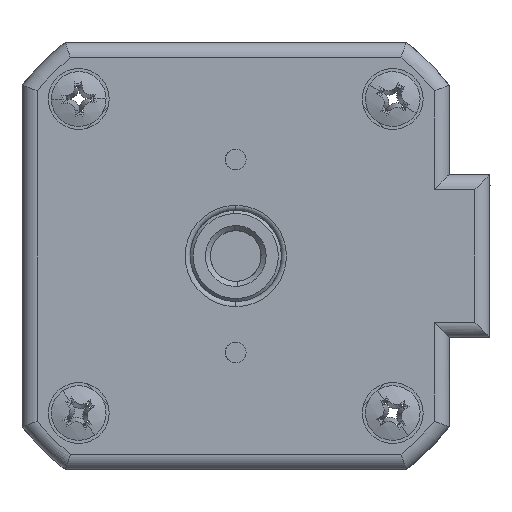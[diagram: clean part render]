
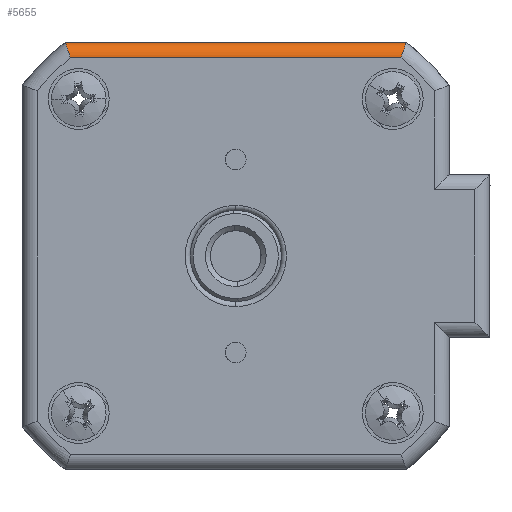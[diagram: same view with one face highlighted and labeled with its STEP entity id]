
A CAD part, front view. The second image highlights one B-rep face of the part: STEP entity #5655.
In plain terms, the highlighted cylindrical face has radius 1.5 mm (diameter 3 mm), a partial arc.
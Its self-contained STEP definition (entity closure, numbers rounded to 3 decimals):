
#117 = EDGE_CURVE ( 'NONE', #6799, #2022, #6183, .T. ) ;
#428 = CARTESIAN_POINT ( 'NONE',  ( -34.159, -36.528, 53.688 ) ) ;
#470 = VECTOR ( 'NONE', #877, 1000. ) ;
#479 = AXIS2_PLACEMENT_3D ( 'NONE', #3472, #10166, #7577 ) ;
#608 = CARTESIAN_POINT ( 'NONE',  ( -0.739, -35.411, 54.44 ) ) ;
#877 = DIRECTION ( 'NONE',  ( 1., 0., 0. ) ) ;
#1233 = CARTESIAN_POINT ( 'NONE',  ( -34.317, -36.149, 54.135 ) ) ;
#1431 = CARTESIAN_POINT ( 'NONE',  ( -0.735, -35.208, 54.45 ) ) ;
#1495 = FACE_OUTER_BOUND ( 'NONE', #5894, .T. ) ;
#1568 = VERTEX_POINT ( 'NONE', #8124 ) ;
#2022 = VERTEX_POINT ( 'NONE', #10149 ) ;
#2078 = CARTESIAN_POINT ( 'NONE',  ( -34.399, -35.706, 54.369 ) ) ;
#2292 = EDGE_CURVE ( 'NONE', #7122, #1568, #7006, .T. ) ;
#2897 = CARTESIAN_POINT ( 'NONE',  ( -34.424, -35.411, 54.44 ) ) ;
#2918 = CYLINDRICAL_SURFACE ( 'NONE', #479, 1.5 ) ;
#3011 = CARTESIAN_POINT ( 'NONE',  ( -17.581, -36.708, 52.95 ) ) ;
#3055 = CARTESIAN_POINT ( 'NONE',  ( -1.131, -36.671, 53.333 ) ) ;
#3472 = CARTESIAN_POINT ( 'NONE',  ( -34.427, -35.208, 52.95 ) ) ;
#3497 = ORIENTED_EDGE ( 'NONE', *, *, #8720, .F. ) ;
#3701 = CARTESIAN_POINT ( 'NONE',  ( -34.427, -35.208, 54.45 ) ) ;
#3854 = CARTESIAN_POINT ( 'NONE',  ( -0.945, -36.421, 53.855 ) ) ;
#3993 = VECTOR ( 'NONE', #8717, 1000. ) ;
#4480 = CARTESIAN_POINT ( 'NONE',  ( -33.963, -36.708, 53.14 ) ) ;
#4666 = CARTESIAN_POINT ( 'NONE',  ( -0.805, -35.982, 54.251 ) ) ;
#4992 = B_SPLINE_CURVE_WITH_KNOTS ( 'NONE', 3,
 ( #10376, #4480, #5301, #428, #6148, #1233, #6982, #2078, #7810, #2897, #8683, #3701 ),
 .UNSPECIFIED., .F., .F.,
 ( 4, 2, 2, 2, 2, 4 ),
 ( 0., 0.001, 0.001, 0.002, 0.002, 0.002 ),
 .UNSPECIFIED. ) ;
#5301 = CARTESIAN_POINT ( 'NONE',  ( -34.032, -36.671, 53.333 ) ) ;
#5505 = CARTESIAN_POINT ( 'NONE',  ( -0.753, -35.608, 54.399 ) ) ;
#5655 = ADVANCED_FACE ( 'NONE', ( #1495 ), #2918, .T. ) ;
#5772 = CARTESIAN_POINT ( 'NONE',  ( -34.427, -35.208, 54.45 ) ) ;
#5894 = EDGE_LOOP ( 'NONE', ( #7123, #8077, #3497, #8550 ) ) ;
#5951 = CARTESIAN_POINT ( 'NONE',  ( -34.427, -35.208, 54.45 ) ) ;
#6148 = CARTESIAN_POINT ( 'NONE',  ( -34.218, -36.421, 53.855 ) ) ;
#6183 = LINE ( 'NONE', #3011, #3993 ) ;
#6258 = EDGE_CURVE ( 'NONE', #6799, #1568, #10492, .T. ) ;
#6301 = CARTESIAN_POINT ( 'NONE',  ( -1.269, -36.708, 52.95 ) ) ;
#6331 = CARTESIAN_POINT ( 'NONE',  ( -0.735, -35.311, 54.45 ) ) ;
#6799 = VERTEX_POINT ( 'NONE', #8909 ) ;
#6982 = CARTESIAN_POINT ( 'NONE',  ( -34.358, -35.982, 54.251 ) ) ;
#7006 = LINE ( 'NONE', #5772, #470 ) ;
#7122 = VERTEX_POINT ( 'NONE', #5951 ) ;
#7123 = ORIENTED_EDGE ( 'NONE', *, *, #6258, .T. ) ;
#7131 = CARTESIAN_POINT ( 'NONE',  ( -1.2, -36.708, 53.14 ) ) ;
#7577 = DIRECTION ( 'NONE',  ( 0., 0., -1. ) ) ;
#7810 = CARTESIAN_POINT ( 'NONE',  ( -34.41, -35.608, 54.399 ) ) ;
#8077 = ORIENTED_EDGE ( 'NONE', *, *, #2292, .F. ) ;
#8124 = CARTESIAN_POINT ( 'NONE',  ( -0.735, -35.208, 54.45 ) ) ;
#8550 = ORIENTED_EDGE ( 'NONE', *, *, #117, .F. ) ;
#8683 = CARTESIAN_POINT ( 'NONE',  ( -34.427, -35.311, 54.45 ) ) ;
#8717 = DIRECTION ( 'NONE',  ( -1., 0., 0. ) ) ;
#8720 = EDGE_CURVE ( 'NONE', #2022, #7122, #4992, .T. ) ;
#8837 = CARTESIAN_POINT ( 'NONE',  ( -1.004, -36.528, 53.688 ) ) ;
#8909 = CARTESIAN_POINT ( 'NONE',  ( -1.269, -36.708, 52.95 ) ) ;
#9693 = CARTESIAN_POINT ( 'NONE',  ( -0.846, -36.149, 54.135 ) ) ;
#10149 = CARTESIAN_POINT ( 'NONE',  ( -33.894, -36.708, 52.95 ) ) ;
#10166 = DIRECTION ( 'NONE',  ( 1., 0., 0. ) ) ;
#10376 = CARTESIAN_POINT ( 'NONE',  ( -33.894, -36.708, 52.95 ) ) ;
#10492 = B_SPLINE_CURVE_WITH_KNOTS ( 'NONE', 3,
 ( #6301, #7131, #3055, #8837, #3854, #9693, #4666, #10578, #5505, #608, #6331, #1431 ),
 .UNSPECIFIED., .F., .F.,
 ( 4, 2, 2, 2, 2, 4 ),
 ( 0., 0.001, 0.001, 0.002, 0.002, 0.002 ),
 .UNSPECIFIED. ) ;
#10578 = CARTESIAN_POINT ( 'NONE',  ( -0.764, -35.706, 54.369 ) ) ;
